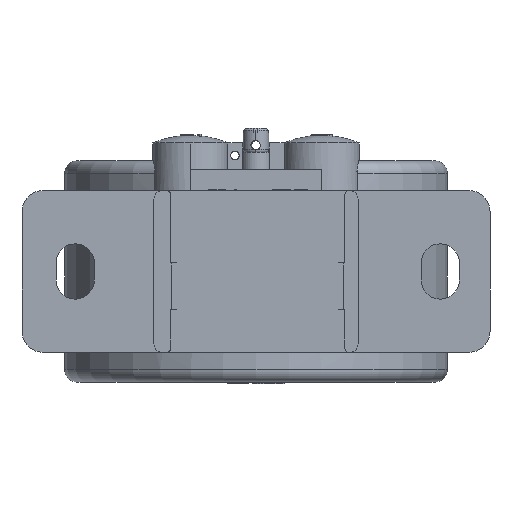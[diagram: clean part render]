
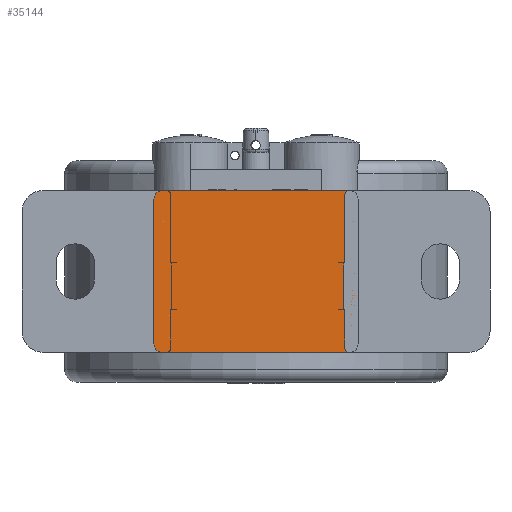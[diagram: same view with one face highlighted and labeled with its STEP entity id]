
A CAD part, front view. The second image highlights one B-rep face of the part: STEP entity #35144.
In plain terms, the highlighted planar face has unit normal (0, -1, 0).
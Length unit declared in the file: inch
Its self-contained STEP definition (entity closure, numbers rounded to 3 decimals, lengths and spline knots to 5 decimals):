
#1962 = DIRECTION ( 'NONE',  ( 0., 0., 1. ) ) ;
#3299 = ORIENTED_EDGE ( 'NONE', *, *, #9082, .T. ) ;
#4592 = PLANE ( 'NONE',  #6090 ) ;
#4943 = ORIENTED_EDGE ( 'NONE', *, *, #21253, .T. ) ;
#5433 = ORIENTED_EDGE ( 'NONE', *, *, #17538, .T. ) ;
#5825 = ORIENTED_EDGE ( 'NONE', *, *, #21956, .F. ) ;
#6090 = AXIS2_PLACEMENT_3D ( 'NONE', #19458, #13518, #38073 ) ;
#6363 = VERTEX_POINT ( 'NONE', #27255 ) ;
#7001 = CARTESIAN_POINT ( 'NONE',  ( -0.94488, 0., 0.74803 ) ) ;
#7195 = DIRECTION ( 'NONE',  ( 0., -1., 0. ) ) ;
#7502 = VECTOR ( 'NONE', #18697, 39.37008 ) ;
#8183 = VECTOR ( 'NONE', #16174, 39.37008 ) ;
#8317 = CARTESIAN_POINT ( 'NONE',  ( -0.86614, 0., -0.74803 ) ) ;
#8656 = DIRECTION ( 'NONE',  ( 0., -1., 0. ) ) ;
#9082 = EDGE_CURVE ( 'NONE', #19080, #36926, #10593, .T. ) ;
#9726 = EDGE_LOOP ( 'NONE', ( #5825, #12258, #14795, #16123, #5433, #17338, #3299, #4943 ) ) ;
#10593 = LINE ( 'NONE', #33994, #23607 ) ;
#10856 = AXIS2_PLACEMENT_3D ( 'NONE', #27105, #36038, #30685 ) ;
#12258 = ORIENTED_EDGE ( 'NONE', *, *, #17519, .T. ) ;
#12333 = VERTEX_POINT ( 'NONE', #36369 ) ;
#13518 = DIRECTION ( 'NONE',  ( 0., 1., 0. ) ) ;
#13882 = VERTEX_POINT ( 'NONE', #20339 ) ;
#14439 = VERTEX_POINT ( 'NONE', #34528 ) ;
#14795 = ORIENTED_EDGE ( 'NONE', *, *, #25287, .F. ) ;
#16123 = ORIENTED_EDGE ( 'NONE', *, *, #25050, .T. ) ;
#16174 = DIRECTION ( 'NONE',  ( 1., 0., 0. ) ) ;
#16773 = CARTESIAN_POINT ( 'NONE',  ( 0., 0., 0.74803 ) ) ;
#17338 = ORIENTED_EDGE ( 'NONE', *, *, #29624, .T. ) ;
#17519 = EDGE_CURVE ( 'NONE', #14439, #6363, #33483, .T. ) ;
#17538 = EDGE_CURVE ( 'NONE', #12333, #13882, #22443, .T. ) ;
#17798 = DIRECTION ( 'NONE',  ( 0., 0., 1. ) ) ;
#18314 = VERTEX_POINT ( 'NONE', #23523 ) ;
#18461 = CIRCLE ( 'NONE', #20439, 0.07874 ) ;
#18697 = DIRECTION ( 'NONE',  ( 0., 0., -1. ) ) ;
#19080 = VERTEX_POINT ( 'NONE', #8317 ) ;
#19458 = CARTESIAN_POINT ( 'NONE',  ( 0., 0., 0.74803 ) ) ;
#20339 = CARTESIAN_POINT ( 'NONE',  ( -0.94488, 0., -0.66929 ) ) ;
#20439 = AXIS2_PLACEMENT_3D ( 'NONE', #35057, #25545, #1962 ) ;
#21173 = CARTESIAN_POINT ( 'NONE',  ( 0.86614, 0., -0.74803 ) ) ;
#21253 = EDGE_CURVE ( 'NONE', #36926, #18314, #34949, .T. ) ;
#21956 = EDGE_CURVE ( 'NONE', #14439, #18314, #35556, .T. ) ;
#22443 = LINE ( 'NONE', #7001, #7502 ) ;
#23523 = CARTESIAN_POINT ( 'NONE',  ( 0.94488, 0., -0.66929 ) ) ;
#23607 = VECTOR ( 'NONE', #37153, 39.37008 ) ;
#24833 = CARTESIAN_POINT ( 'NONE',  ( 0.86614, 0., 0.66929 ) ) ;
#25050 = EDGE_CURVE ( 'NONE', #31236, #12333, #36688, .T. ) ;
#25088 = LINE ( 'NONE', #16773, #8183 ) ;
#25287 = EDGE_CURVE ( 'NONE', #31236, #6363, #25088, .T. ) ;
#25545 = DIRECTION ( 'NONE',  ( 0., -1., 0. ) ) ;
#27105 = CARTESIAN_POINT ( 'NONE',  ( 0.86614, 0., -0.66929 ) ) ;
#27255 = CARTESIAN_POINT ( 'NONE',  ( 0.86614, 0., 0.74803 ) ) ;
#27616 = DIRECTION ( 'NONE',  ( 0., 0., 1. ) ) ;
#27766 = AXIS2_PLACEMENT_3D ( 'NONE', #24833, #7195, #27616 ) ;
#28460 = AXIS2_PLACEMENT_3D ( 'NONE', #35829, #8656, #17798 ) ;
#29036 = CARTESIAN_POINT ( 'NONE',  ( 0.94488, 0., 0.74803 ) ) ;
#29624 = EDGE_CURVE ( 'NONE', #13882, #19080, #18461, .T. ) ;
#30685 = DIRECTION ( 'NONE',  ( 0., 0., 1. ) ) ;
#31236 = VERTEX_POINT ( 'NONE', #31843 ) ;
#31843 = CARTESIAN_POINT ( 'NONE',  ( -0.86614, 0., 0.74803 ) ) ;
#33483 = CIRCLE ( 'NONE', #27766, 0.07874 ) ;
#33994 = CARTESIAN_POINT ( 'NONE',  ( 0., 0., -0.74803 ) ) ;
#34528 = CARTESIAN_POINT ( 'NONE',  ( 0.94488, 0., 0.66929 ) ) ;
#34530 = FACE_OUTER_BOUND ( 'NONE', #9726, .T. ) ;
#34949 = CIRCLE ( 'NONE', #10856, 0.07874 ) ;
#35057 = CARTESIAN_POINT ( 'NONE',  ( -0.86614, 0., -0.66929 ) ) ;
#35144 = ADVANCED_FACE ( 'NONE', ( #34530 ), #4592, .F. ) ;
#35556 = LINE ( 'NONE', #29036, #37864 ) ;
#35829 = CARTESIAN_POINT ( 'NONE',  ( -0.86614, 0., 0.66929 ) ) ;
#36038 = DIRECTION ( 'NONE',  ( 0., -1., 0. ) ) ;
#36369 = CARTESIAN_POINT ( 'NONE',  ( -0.94488, 0., 0.66929 ) ) ;
#36688 = CIRCLE ( 'NONE', #28460, 0.07874 ) ;
#36926 = VERTEX_POINT ( 'NONE', #21173 ) ;
#37153 = DIRECTION ( 'NONE',  ( 1., 0., 0. ) ) ;
#37864 = VECTOR ( 'NONE', #38125, 39.37008 ) ;
#38073 = DIRECTION ( 'NONE',  ( 0., 0., 1. ) ) ;
#38125 = DIRECTION ( 'NONE',  ( 0., 0., -1. ) ) ;
